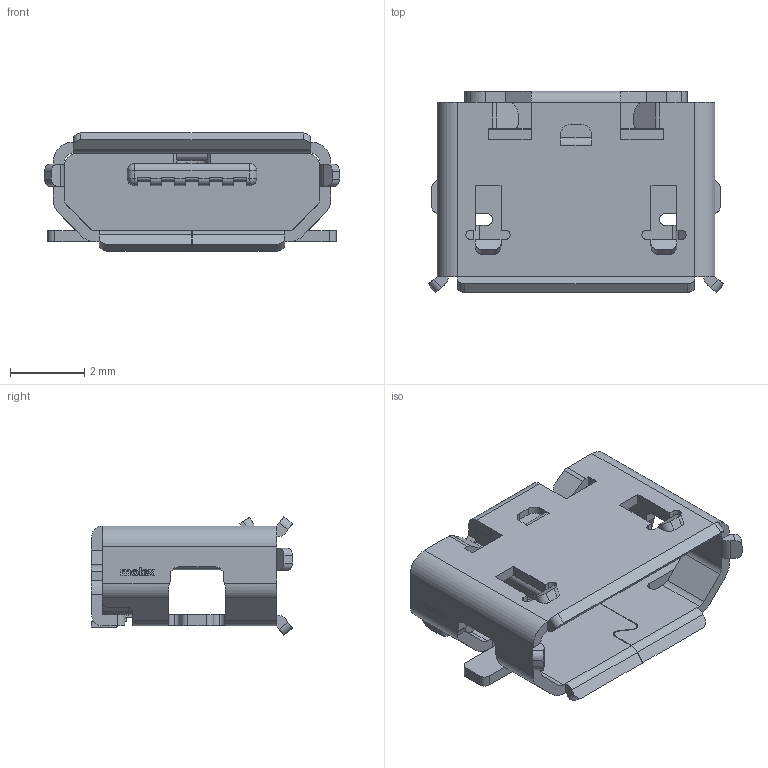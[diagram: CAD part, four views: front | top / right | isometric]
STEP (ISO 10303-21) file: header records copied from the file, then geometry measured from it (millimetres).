
FILE_DESCRIPTION(/* description */ (''),/* implementation_level */ '2;1');
FILE_NAME(/* name */ '1.stp',/* time_stamp */ '2020-02-05T13:54:41+02:00',/* author */ ('Karem'),/* organization */ (''),/* preprocessor_version */ 'ST-DEVELOPER v15.6',/* originating_system */ 'Autodesk Inventor 2015',/* authorisation */ '');
FILE_SCHEMA (('AUTOMOTIVE_DESIGN { 1 0 10303 214 3 1 1 }'));
Length unit declared in the file: millimetre
Products named in the file (9): 1; 2; 3; 4; 5; 6; 473460001; Molex Logo
Bounding box: 7.98 x 5.43 x 3.19 mm (x, y, z)
Volume: 47.4 mm3; surface area: 335.4 mm2
Topology: 20 solids, 20 shells, 618 faces, 1713 edges, 1132 vertices
Faces by surface type: plane 411, cylinder 137, bspline 66, sphere 4
Entity records: 20247 total; most frequent: CARTESIAN_POINT 4398, ORIENTED_EDGE 3426, DIRECTION 2987, EDGE_CURVE 1713, LINE 1293, VECTOR 1293, VERTEX_POINT 1132, AXIS2_PLACEMENT_3D 847
